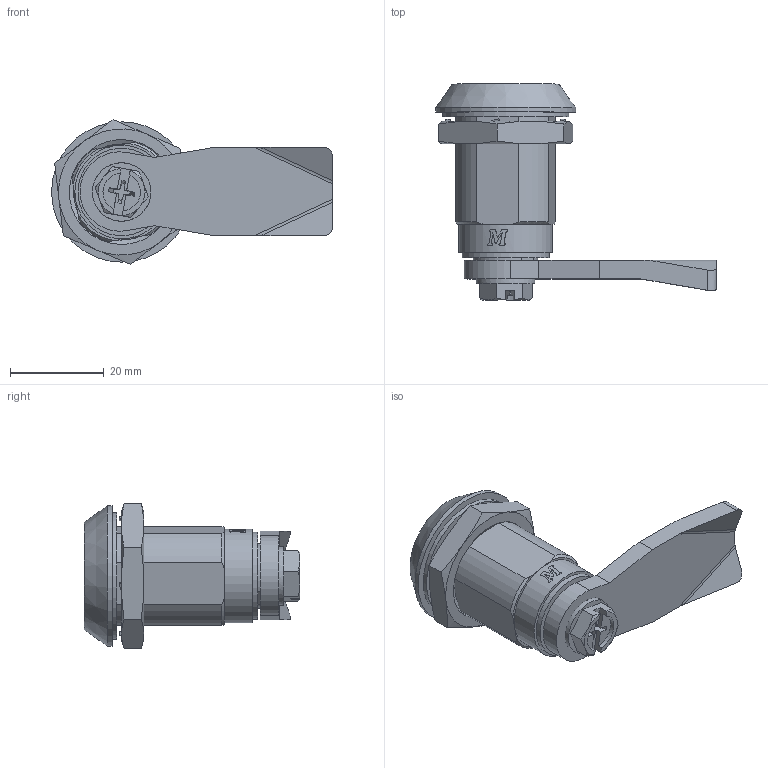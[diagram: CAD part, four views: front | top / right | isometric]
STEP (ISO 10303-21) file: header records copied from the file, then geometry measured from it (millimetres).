
FILE_DESCRIPTION(('STEP AP203'),'1');
FILE_NAME('040.1.1.1.15.30.step','2016-10-03T11:11:37',(' '),(' '),'Spatial InterOp 3D',' ',' ');
FILE_SCHEMA(('CONFIG_CONTROL_DESIGN'));
Length unit declared in the file: millimetre
Products named in the file (9): 1; 2; 3; 4; 5; 6; 7; 8; 9
Bounding box: 60.1 x 46.2 x 30.96 mm (x, y, z)
Volume: 17464.1 mm3; surface area: 16039.9 mm2
Topology: 9 solids, 9 shells, 372 faces, 979 edges, 642 vertices
Faces by surface type: plane 262, cylinder 58, cone 30, bspline 12, extrusion 10
Full cylindrical faces by diameter (mm): 3.8 x1, 5 x1, 5.2 x1, 6 x2, 10 x1, 10.2 x1, 12.2 x1, 12.4 x1, 12.5 x1, 14 x2, 15.8 x2, 16.1 x1, 16.6 x1, 17 x1, 18.7 x1, 20 x1, 20.6 x1, 27 x1, 30 x1
Entity records: 14144 total; most frequent: CARTESIAN_POINT 4736, ORIENTED_EDGE 1882, DIRECTION 1803, EDGE_CURVE 941, VERTEX_POINT 633, AXIS2_PLACEMENT_3D 617, VECTOR 569, LINE 559
